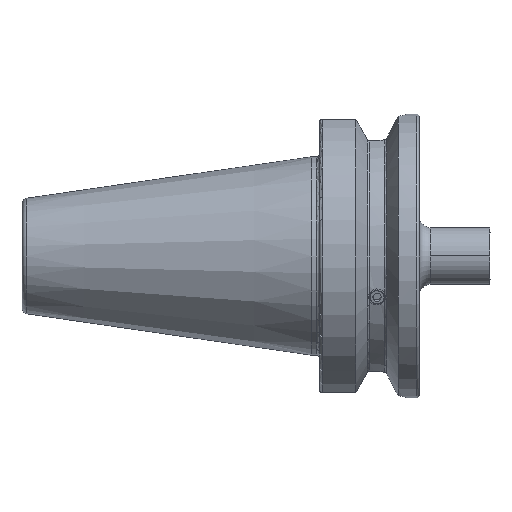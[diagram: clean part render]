
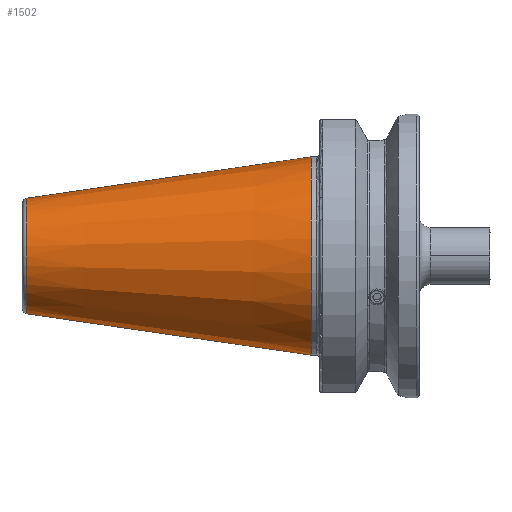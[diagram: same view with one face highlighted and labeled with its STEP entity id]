
A CAD part, front view. The second image highlights one B-rep face of the part: STEP entity #1502.
In plain terms, the highlighted conical face has half-angle 8.297 degrees and reference radius 34.925 mm.
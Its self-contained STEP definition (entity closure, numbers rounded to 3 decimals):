
#55 = EDGE_LOOP ( 'NONE', ( #5332, #1775, #117, #3322 ) ) ;
#117 = ORIENTED_EDGE ( 'NONE', *, *, #2640, .T. ) ;
#184 = CARTESIAN_POINT ( 'NONE',  ( 0., 0., -34.925 ) ) ;
#206 = CARTESIAN_POINT ( 'NONE',  ( -100.089, 0., 0. ) ) ;
#328 = CARTESIAN_POINT ( 'NONE',  ( 0., 0., -34.925 ) ) ;
#432 = LINE ( 'NONE', #184, #6112 ) ;
#1473 = AXIS2_PLACEMENT_3D ( 'NONE', #5661, #2411, #6229 ) ;
#1502 = ADVANCED_FACE ( 'NONE', ( #5704 ), #3748, .T. ) ;
#1670 = CIRCLE ( 'NONE', #1473, 34.925 ) ;
#1775 = ORIENTED_EDGE ( 'NONE', *, *, #2772, .F. ) ;
#1815 = CARTESIAN_POINT ( 'NONE',  ( 0., 0., 34.925 ) ) ;
#1978 = CARTESIAN_POINT ( 'NONE',  ( -100.089, 0., -20.329 ) ) ;
#2411 = DIRECTION ( 'NONE',  ( -1., 0., 0. ) ) ;
#2640 = EDGE_CURVE ( 'NONE', #4972, #5587, #432, .T. ) ;
#2672 = AXIS2_PLACEMENT_3D ( 'NONE', #206, #3521, #6782 ) ;
#2683 = AXIS2_PLACEMENT_3D ( 'NONE', #2719, #6742, #2786 ) ;
#2719 = CARTESIAN_POINT ( 'NONE',  ( 0., 0., 0. ) ) ;
#2772 = EDGE_CURVE ( 'NONE', #4972, #3737, #7035, .T. ) ;
#2786 = DIRECTION ( 'NONE',  ( 0., 0., -1. ) ) ;
#3322 = ORIENTED_EDGE ( 'NONE', *, *, #6492, .T. ) ;
#3415 = VERTEX_POINT ( 'NONE', #5052 ) ;
#3496 = DIRECTION ( 'NONE',  ( 0.99, 0., -0.144 ) ) ;
#3521 = DIRECTION ( 'NONE',  ( -1., 0., 0. ) ) ;
#3737 = VERTEX_POINT ( 'NONE', #5263 ) ;
#3748 = CONICAL_SURFACE ( 'NONE', #2683, 34.925, 0.145 ) ;
#4337 = LINE ( 'NONE', #1815, #5773 ) ;
#4972 = VERTEX_POINT ( 'NONE', #1978 ) ;
#5052 = CARTESIAN_POINT ( 'NONE',  ( 0., 0., 34.925 ) ) ;
#5263 = CARTESIAN_POINT ( 'NONE',  ( -100.089, 0., 20.329 ) ) ;
#5332 = ORIENTED_EDGE ( 'NONE', *, *, #6761, .F. ) ;
#5587 = VERTEX_POINT ( 'NONE', #328 ) ;
#5652 = DIRECTION ( 'NONE',  ( 0.99, 0., 0.144 ) ) ;
#5661 = CARTESIAN_POINT ( 'NONE',  ( 0., 0., 0. ) ) ;
#5704 = FACE_OUTER_BOUND ( 'NONE', #55, .T. ) ;
#5773 = VECTOR ( 'NONE', #5652, 1000. ) ;
#6112 = VECTOR ( 'NONE', #3496, 1000. ) ;
#6229 = DIRECTION ( 'NONE',  ( 0., 0., 1. ) ) ;
#6492 = EDGE_CURVE ( 'NONE', #5587, #3415, #1670, .T. ) ;
#6742 = DIRECTION ( 'NONE',  ( 1., 0., 0. ) ) ;
#6761 = EDGE_CURVE ( 'NONE', #3737, #3415, #4337, .T. ) ;
#6782 = DIRECTION ( 'NONE',  ( 0., 0., 1. ) ) ;
#7035 = CIRCLE ( 'NONE', #2672, 20.329 ) ;
